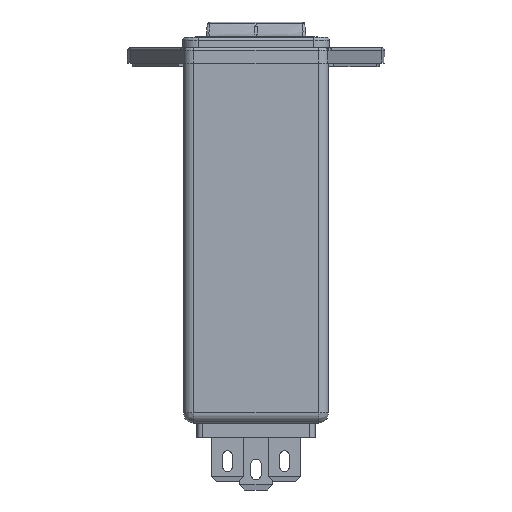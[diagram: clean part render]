
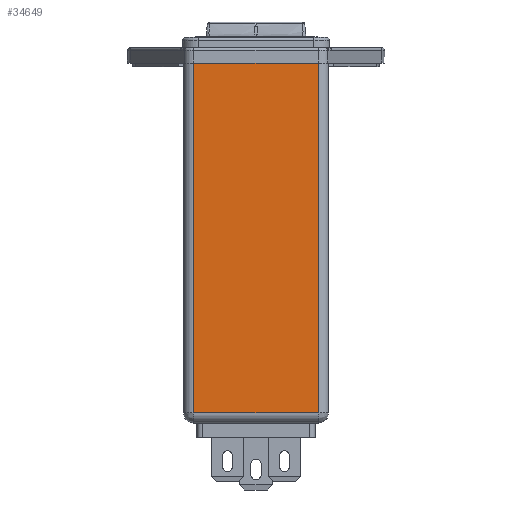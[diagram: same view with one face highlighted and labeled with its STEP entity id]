
A CAD part, front view. The second image highlights one B-rep face of the part: STEP entity #34649.
In plain terms, the highlighted planar face has unit normal (0, -1, 0).
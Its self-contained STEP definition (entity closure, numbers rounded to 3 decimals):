
#1487 = LINE ( 'NONE', #48492, #3299 ) ;
#1492 = LINE ( 'NONE', #48514, #3285 ) ;
#1495 = LINE ( 'NONE', #48538, #3271 ) ;
#1521 = LINE ( 'NONE', #48702, #3214 ) ;
#3214 = VECTOR ( 'NONE', #48703, 1000. ) ;
#3271 = VECTOR ( 'NONE', #48539, 1000. ) ;
#3285 = VECTOR ( 'NONE', #48515, 1000. ) ;
#3299 = VECTOR ( 'NONE', #48493, 1000. ) ;
#7601 = VERTEX_POINT ( 'NONE', #47097 ) ;
#7603 = VERTEX_POINT ( 'NONE', #47098 ) ;
#7716 = VERTEX_POINT ( 'NONE', #47156 ) ;
#7720 = VERTEX_POINT ( 'NONE', #47158 ) ;
#15790 = PLANE ( 'NONE',  #20456 ) ;
#15792 = CARTESIAN_POINT ( 'NONE',  ( -14.1, -29.95, -70. ) ) ;
#15794 = DIRECTION ( 'NONE',  ( 0., -1., 0. ) ) ;
#15795 = DIRECTION ( 'NONE',  ( 1., 0., 0. ) ) ;
#20456 = AXIS2_PLACEMENT_3D ( 'NONE', #15792, #15794, #15795 ) ;
#29169 = EDGE_CURVE ( 'NONE', #7603, #7601, #1487, .T. ) ;
#29178 = EDGE_CURVE ( 'NONE', #7720, #7601, #1492, .T. ) ;
#29187 = EDGE_CURVE ( 'NONE', #7603, #7716, #1495, .T. ) ;
#29233 = EDGE_CURVE ( 'NONE', #7720, #7716, #1521, .T. ) ;
#31422 = EDGE_LOOP ( 'NONE', ( #64575, #64578, #64569, #64582 ) ) ;
#34649 = ADVANCED_FACE ( 'NONE', ( #53242 ), #15790, .T. ) ;
#47097 = CARTESIAN_POINT ( 'NONE',  ( -12.1, -29.95, 0. ) ) ;
#47098 = CARTESIAN_POINT ( 'NONE',  ( 12.1, -29.95, 0. ) ) ;
#47156 = CARTESIAN_POINT ( 'NONE',  ( 12.1, -29.95, -68. ) ) ;
#47158 = CARTESIAN_POINT ( 'NONE',  ( -12.1, -29.95, -68. ) ) ;
#48492 = CARTESIAN_POINT ( 'NONE',  ( 0., -29.95, 0. ) ) ;
#48493 = DIRECTION ( 'NONE',  ( -1., 0., 0. ) ) ;
#48514 = CARTESIAN_POINT ( 'NONE',  ( -12.1, -29.95, -70. ) ) ;
#48515 = DIRECTION ( 'NONE',  ( 0., 0., 1. ) ) ;
#48538 = CARTESIAN_POINT ( 'NONE',  ( 12.1, -29.95, -70. ) ) ;
#48539 = DIRECTION ( 'NONE',  ( 0., 0., -1. ) ) ;
#48702 = CARTESIAN_POINT ( 'NONE',  ( -14.1, -29.95, -68. ) ) ;
#48703 = DIRECTION ( 'NONE',  ( 1., 0., 0. ) ) ;
#53242 = FACE_OUTER_BOUND ( 'NONE', #31422, .T. ) ;
#64569 = ORIENTED_EDGE ( 'NONE', *, *, #29169, .T. ) ;
#64575 = ORIENTED_EDGE ( 'NONE', *, *, #29233, .T. ) ;
#64578 = ORIENTED_EDGE ( 'NONE', *, *, #29187, .F. ) ;
#64582 = ORIENTED_EDGE ( 'NONE', *, *, #29178, .F. ) ;
